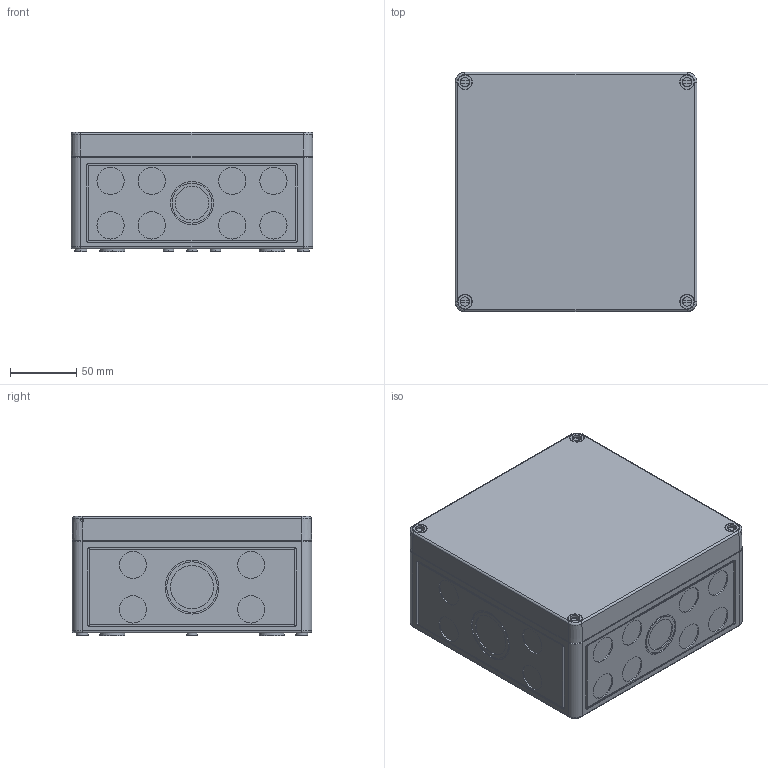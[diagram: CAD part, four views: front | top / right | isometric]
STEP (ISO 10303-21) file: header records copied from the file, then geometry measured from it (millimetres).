
FILE_DESCRIPTION (( 'STEP AP203' ), '1' );
FILE_NAME ('60181815.step', '2014-12-03T15:00:41', ( 'Windows-Benutzer' ), ( '' ), 'SwSTEP 2.0', 'SolidWorks 2014', '' );
FILE_SCHEMA (( 'CONFIG_CONTROL_DESIGN' ));
Length unit declared in the file: millimetre
Products named in the file (4): Kasten_TK1818-m60181815; Deckel_TK1818-960181815; Schraube_TK34mm-grau60181815; 60181815
Assembly tree (6 placements, depth 2):
  60181815
    Kasten_TK1818-m60181815
    Deckel_TK1818-960181815
    Schraube_TK34mm-grau60181815  x4
Bounding box: 182 x 180 x 89.7 mm (x, y, z)
Volume: 428179.3 mm3; surface area: 281870.1 mm2
Topology: 6 solids, 6 shells, 871 faces, 2157 edges, 1414 vertices
Faces by surface type: plane 433, cylinder 354, cone 68, torus 16
Entity records: 22739 total; most frequent: DIRECTION 4061, CARTESIAN_POINT 3929, ORIENTED_EDGE 3654, EDGE_CURVE 1827, AXIS2_PLACEMENT_3D 1510, VERTEX_POINT 1198, LINE 1041, VECTOR 1041
